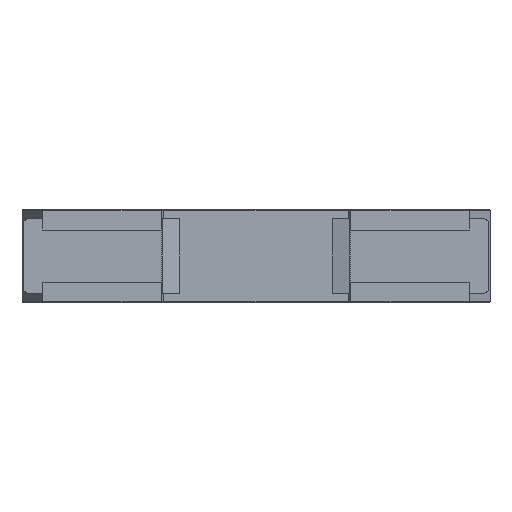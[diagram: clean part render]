
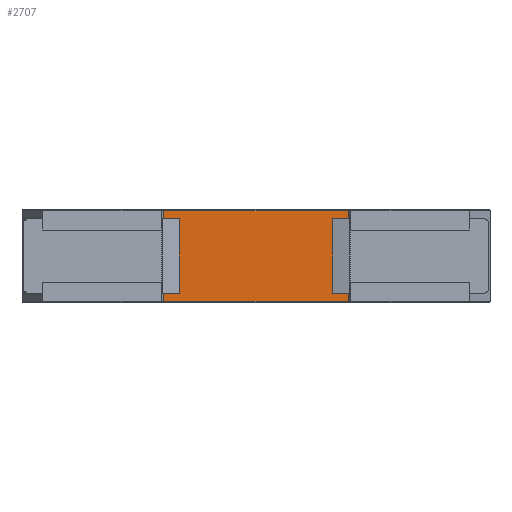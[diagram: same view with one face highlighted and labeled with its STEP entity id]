
A CAD part, front view. The second image highlights one B-rep face of the part: STEP entity #2707.
In plain terms, the highlighted planar face has unit normal (0, -1, 0).
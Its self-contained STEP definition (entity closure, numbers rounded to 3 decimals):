
#50 = PLANE ( 'NONE',  #8923 ) ;
#60 = ORIENTED_EDGE ( 'NONE', *, *, #7333, .F. ) ;
#136 = LINE ( 'NONE', #9448, #460 ) ;
#139 = EDGE_CURVE ( 'NONE', #410, #8142, #9191, .T. ) ;
#341 = EDGE_CURVE ( 'NONE', #2604, #4928, #136, .T. ) ;
#393 = EDGE_CURVE ( 'NONE', #7129, #8869, #4197, .T. ) ;
#410 = VERTEX_POINT ( 'NONE', #6734 ) ;
#420 = VECTOR ( 'NONE', #2126, 1000. ) ;
#460 = VECTOR ( 'NONE', #8659, 1000. ) ;
#521 = EDGE_CURVE ( 'NONE', #10012, #893, #7589, .T. ) ;
#796 = ORIENTED_EDGE ( 'NONE', *, *, #3556, .F. ) ;
#807 = CARTESIAN_POINT ( 'NONE',  ( -17.75, 0., -7.15 ) ) ;
#893 = VERTEX_POINT ( 'NONE', #2258 ) ;
#899 = EDGE_CURVE ( 'NONE', #5677, #9694, #1495, .T. ) ;
#966 = CARTESIAN_POINT ( 'NONE',  ( -17.5, 0., -7.15 ) ) ;
#1336 = DIRECTION ( 'NONE',  ( 0., 0., -1. ) ) ;
#1495 = LINE ( 'NONE', #9160, #8095 ) ;
#1931 = VECTOR ( 'NONE', #8251, 1000. ) ;
#2093 = VECTOR ( 'NONE', #7686, 1000. ) ;
#2126 = DIRECTION ( 'NONE',  ( -1., 0., 0. ) ) ;
#2258 = CARTESIAN_POINT ( 'NONE',  ( 17.75, 0., -7.15 ) ) ;
#2604 = VERTEX_POINT ( 'NONE', #966 ) ;
#2707 = ADVANCED_FACE ( 'NONE', ( #4873 ), #50, .F. ) ;
#2733 = DIRECTION ( 'NONE',  ( 0., 0., -1. ) ) ;
#3016 = CARTESIAN_POINT ( 'NONE',  ( -44.75, 0., -7.15 ) ) ;
#3387 = ORIENTED_EDGE ( 'NONE', *, *, #521, .T. ) ;
#3397 = ORIENTED_EDGE ( 'NONE', *, *, #899, .T. ) ;
#3556 = EDGE_CURVE ( 'NONE', #10012, #9694, #9182, .T. ) ;
#3803 = ORIENTED_EDGE ( 'NONE', *, *, #341, .F. ) ;
#3856 = CARTESIAN_POINT ( 'NONE',  ( -17.75, 0., -8.7 ) ) ;
#3996 = CARTESIAN_POINT ( 'NONE',  ( -17.75, 0., 7.15 ) ) ;
#4055 = CARTESIAN_POINT ( 'NONE',  ( 17.5, 0., -7.15 ) ) ;
#4197 = LINE ( 'NONE', #7389, #1931 ) ;
#4263 = CARTESIAN_POINT ( 'NONE',  ( -17.75, 0., 7.15 ) ) ;
#4434 = CARTESIAN_POINT ( 'NONE',  ( -17.5, 0., 7.15 ) ) ;
#4509 = VECTOR ( 'NONE', #6173, 1000. ) ;
#4724 = ORIENTED_EDGE ( 'NONE', *, *, #139, .T. ) ;
#4873 = FACE_OUTER_BOUND ( 'NONE', #9906, .T. ) ;
#4928 = VERTEX_POINT ( 'NONE', #4434 ) ;
#5130 = VERTEX_POINT ( 'NONE', #6929 ) ;
#5325 = DIRECTION ( 'NONE',  ( 0., 0., -1. ) ) ;
#5570 = ORIENTED_EDGE ( 'NONE', *, *, #9894, .T. ) ;
#5677 = VERTEX_POINT ( 'NONE', #7507 ) ;
#5864 = EDGE_CURVE ( 'NONE', #410, #5130, #10031, .T. ) ;
#5869 = LINE ( 'NONE', #9918, #420 ) ;
#5999 = DIRECTION ( 'NONE',  ( -1., 0., 0. ) ) ;
#6014 = CARTESIAN_POINT ( 'NONE',  ( 17.75, 0., 8.9 ) ) ;
#6173 = DIRECTION ( 'NONE',  ( -1., 0., 0. ) ) ;
#6281 = CARTESIAN_POINT ( 'NONE',  ( 44.75, 0., -7.15 ) ) ;
#6293 = ORIENTED_EDGE ( 'NONE', *, *, #9087, .F. ) ;
#6305 = CARTESIAN_POINT ( 'NONE',  ( 17.75, 0., -8.7 ) ) ;
#6412 = VECTOR ( 'NONE', #8611, 1000. ) ;
#6443 = DIRECTION ( 'NONE',  ( 0., 0., -1. ) ) ;
#6559 = VERTEX_POINT ( 'NONE', #8200 ) ;
#6734 = CARTESIAN_POINT ( 'NONE',  ( -17.75, 0., 8.7 ) ) ;
#6781 = ORIENTED_EDGE ( 'NONE', *, *, #393, .F. ) ;
#6929 = CARTESIAN_POINT ( 'NONE',  ( 17.75, 0., 8.7 ) ) ;
#7129 = VERTEX_POINT ( 'NONE', #7655 ) ;
#7155 = ORIENTED_EDGE ( 'NONE', *, *, #9012, .F. ) ;
#7326 = CARTESIAN_POINT ( 'NONE',  ( -17.75, 0., -8.7 ) ) ;
#7333 = EDGE_CURVE ( 'NONE', #4928, #8142, #7919, .T. ) ;
#7389 = CARTESIAN_POINT ( 'NONE',  ( 17.5, 0., 8.9 ) ) ;
#7436 = ORIENTED_EDGE ( 'NONE', *, *, #9196, .T. ) ;
#7507 = CARTESIAN_POINT ( 'NONE',  ( -17.75, 0., -7.15 ) ) ;
#7589 = LINE ( 'NONE', #6014, #2093 ) ;
#7601 = LINE ( 'NONE', #8260, #10025 ) ;
#7648 = LINE ( 'NONE', #6281, #6412 ) ;
#7655 = CARTESIAN_POINT ( 'NONE',  ( 17.5, 0., 7.15 ) ) ;
#7686 = DIRECTION ( 'NONE',  ( 0., 0., 1. ) ) ;
#7728 = LINE ( 'NONE', #3016, #8255 ) ;
#7919 = LINE ( 'NONE', #4263, #9520 ) ;
#7966 = CARTESIAN_POINT ( 'NONE',  ( -17.75, 0., 8.9 ) ) ;
#7969 = DIRECTION ( 'NONE',  ( -1., 0., 0. ) ) ;
#8065 = DIRECTION ( 'NONE',  ( 0., 1., 0. ) ) ;
#8095 = VECTOR ( 'NONE', #1336, 1000. ) ;
#8142 = VERTEX_POINT ( 'NONE', #3996 ) ;
#8200 = CARTESIAN_POINT ( 'NONE',  ( 17.75, 0., 7.15 ) ) ;
#8248 = ORIENTED_EDGE ( 'NONE', *, *, #5864, .F. ) ;
#8251 = DIRECTION ( 'NONE',  ( 0., 0., -1. ) ) ;
#8255 = VECTOR ( 'NONE', #5999, 1000. ) ;
#8260 = CARTESIAN_POINT ( 'NONE',  ( 17.75, 0., 8.9 ) ) ;
#8368 = DIRECTION ( 'NONE',  ( 1., 0., 0. ) ) ;
#8611 = DIRECTION ( 'NONE',  ( -1., 0., 0. ) ) ;
#8659 = DIRECTION ( 'NONE',  ( 0., 0., 1. ) ) ;
#8722 = VECTOR ( 'NONE', #5325, 1000. ) ;
#8869 = VERTEX_POINT ( 'NONE', #4055 ) ;
#8923 = AXIS2_PLACEMENT_3D ( 'NONE', #7966, #8065, #6443 ) ;
#9012 = EDGE_CURVE ( 'NONE', #6559, #7129, #5869, .T. ) ;
#9087 = EDGE_CURVE ( 'NONE', #5130, #6559, #7601, .T. ) ;
#9160 = CARTESIAN_POINT ( 'NONE',  ( -17.75, 0., -7.15 ) ) ;
#9182 = LINE ( 'NONE', #3856, #4509 ) ;
#9191 = LINE ( 'NONE', #807, #8722 ) ;
#9196 = EDGE_CURVE ( 'NONE', #893, #8869, #7648, .T. ) ;
#9199 = CARTESIAN_POINT ( 'NONE',  ( 0., 0., 8.7 ) ) ;
#9331 = VECTOR ( 'NONE', #8368, 1000. ) ;
#9448 = CARTESIAN_POINT ( 'NONE',  ( -17.5, 0., 8.9 ) ) ;
#9520 = VECTOR ( 'NONE', #7969, 1000. ) ;
#9694 = VERTEX_POINT ( 'NONE', #7326 ) ;
#9894 = EDGE_CURVE ( 'NONE', #2604, #5677, #7728, .T. ) ;
#9906 = EDGE_LOOP ( 'NONE', ( #3397, #796, #3387, #7436, #6781, #7155, #6293, #8248, #4724, #60, #3803, #5570 ) ) ;
#9918 = CARTESIAN_POINT ( 'NONE',  ( 44.75, 0., 7.15 ) ) ;
#10012 = VERTEX_POINT ( 'NONE', #6305 ) ;
#10025 = VECTOR ( 'NONE', #2733, 1000. ) ;
#10031 = LINE ( 'NONE', #9199, #9331 ) ;
